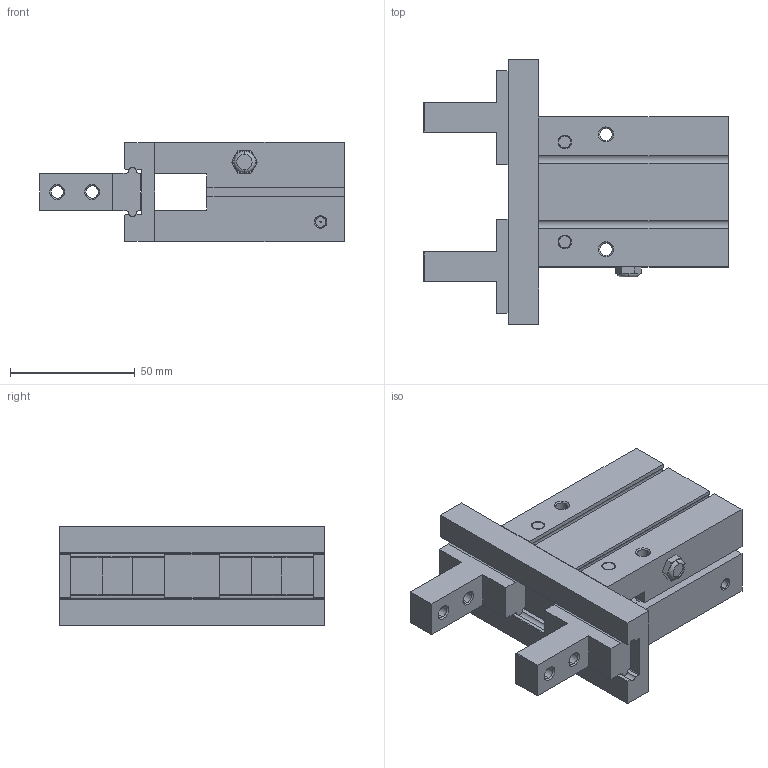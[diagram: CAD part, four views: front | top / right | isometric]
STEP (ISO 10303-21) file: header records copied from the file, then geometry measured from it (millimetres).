
FILE_DESCRIPTION (( 'STEP AP203' ), '1' );
FILE_NAME ('KP32MSC-M.step', '2017-07-18T20:22:26', ( '' ), ( '' ), 'SwSTEP 2.0', 'SolidWorks 2017', '' );
FILE_SCHEMA (( 'CONFIG_CONTROL_DESIGN' ));
Length unit declared in the file: millimetre
Products named in the file (4): KP32MSC-M-1; KP32MSC-M-2; KP32MSC-M-3; KP32MSC-M
Assembly tree (3 placements, depth 2):
  KP32MSC-M
    KP32MSC-M-1
    KP32MSC-M-2
    KP32MSC-M-3
Bounding box: 122 x 106 x 40 mm (x, y, z)
Volume: 207511.8 mm3; surface area: 48458.6 mm2
Topology: 3 solids, 4 shells, 261 faces, 656 edges, 416 vertices
Faces by surface type: plane 127, cone 68, cylinder 64, torus 2
Entity records: 8354 total; most frequent: CARTESIAN_POINT 1717, ORIENTED_EDGE 1312, DIRECTION 1282, EDGE_CURVE 656, AXIS2_PLACEMENT_3D 481, VERTEX_POINT 416, LINE 320, VECTOR 320
